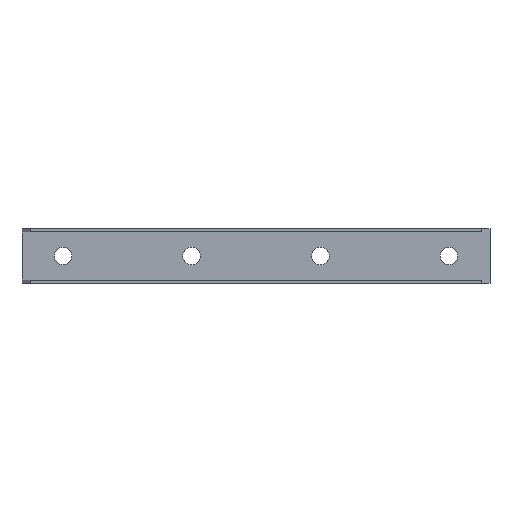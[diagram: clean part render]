
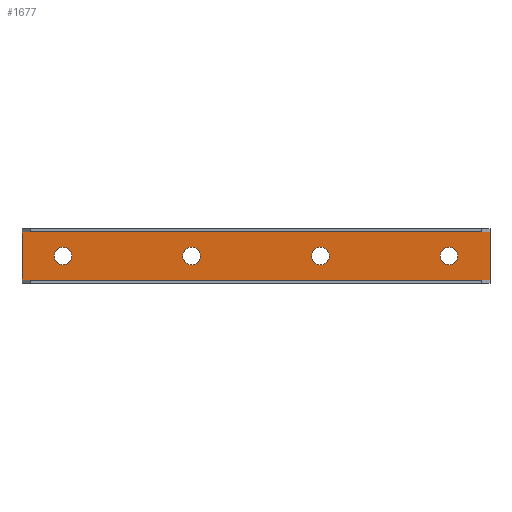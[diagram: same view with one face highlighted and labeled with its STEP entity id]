
A CAD part, left-side view. The second image highlights one B-rep face of the part: STEP entity #1677.
In plain terms, the highlighted planar face has unit normal (-1, 0, 0).
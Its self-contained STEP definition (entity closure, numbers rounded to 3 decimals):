
#60 = VERTEX_POINT ( 'NONE', #2672 ) ;
#88 = CARTESIAN_POINT ( 'NONE',  ( 13.5, -120., 5.5 ) ) ;
#89 = VECTOR ( 'NONE', #1008, 1000. ) ;
#128 = CARTESIAN_POINT ( 'NONE',  ( 13.5, 145.5, 0. ) ) ;
#133 = VECTOR ( 'NONE', #1964, 1000. ) ;
#136 = LINE ( 'NONE', #565, #89 ) ;
#154 = DIRECTION ( 'NONE',  ( 0., 0., 1. ) ) ;
#172 = CARTESIAN_POINT ( 'NONE',  ( 13.5, -120., 0. ) ) ;
#204 = CARTESIAN_POINT ( 'NONE',  ( 13.5, -145.5, 14. ) ) ;
#236 = VERTEX_POINT ( 'NONE', #905 ) ;
#283 = LINE ( 'NONE', #2332, #899 ) ;
#290 = ORIENTED_EDGE ( 'NONE', *, *, #1051, .F. ) ;
#292 = ORIENTED_EDGE ( 'NONE', *, *, #2487, .F. ) ;
#306 = AXIS2_PLACEMENT_3D ( 'NONE', #2596, #2849, #154 ) ;
#324 = CARTESIAN_POINT ( 'NONE',  ( 13.5, 145.5, -14. ) ) ;
#332 = CARTESIAN_POINT ( 'NONE',  ( 13.5, 120., 0. ) ) ;
#341 = LINE ( 'NONE', #128, #2686 ) ;
#367 = CARTESIAN_POINT ( 'NONE',  ( 13.5, -145.5, 15. ) ) ;
#370 = DIRECTION ( 'NONE',  ( -1., 0., 0. ) ) ;
#372 = EDGE_LOOP ( 'NONE', ( #1462, #2771, #2288, #290, #2784, #2047, #2699, #2907 ) ) ;
#391 = CARTESIAN_POINT ( 'NONE',  ( 13.5, -120., 0. ) ) ;
#406 = FACE_BOUND ( 'NONE', #754, .T. ) ;
#425 = EDGE_CURVE ( 'NONE', #671, #677, #2558, .T. ) ;
#449 = CARTESIAN_POINT ( 'NONE',  ( 13.5, -40., 0. ) ) ;
#478 = CARTESIAN_POINT ( 'NONE',  ( 13.5, -145.5, -15. ) ) ;
#537 = EDGE_LOOP ( 'NONE', ( #2022, #2467 ) ) ;
#541 = CIRCLE ( 'NONE', #306, 5.5 ) ;
#545 = DIRECTION ( 'NONE',  ( 0., 0., 1. ) ) ;
#562 = DIRECTION ( 'NONE',  ( -1., 0., 0. ) ) ;
#565 = CARTESIAN_POINT ( 'NONE',  ( 13.5, -145.5, -15. ) ) ;
#590 = LINE ( 'NONE', #2620, #2231 ) ;
#605 = DIRECTION ( 'NONE',  ( 0., 0., 1. ) ) ;
#607 = CARTESIAN_POINT ( 'NONE',  ( 13.5, -40., -5.5 ) ) ;
#646 = CARTESIAN_POINT ( 'NONE',  ( 13.5, -145.5, 0. ) ) ;
#653 = DIRECTION ( 'NONE',  ( -1., 0., 0. ) ) ;
#671 = VERTEX_POINT ( 'NONE', #1906 ) ;
#677 = VERTEX_POINT ( 'NONE', #88 ) ;
#754 = EDGE_LOOP ( 'NONE', ( #896, #2389 ) ) ;
#769 = VERTEX_POINT ( 'NONE', #1310 ) ;
#791 = EDGE_CURVE ( 'NONE', #677, #671, #2183, .T. ) ;
#861 = EDGE_CURVE ( 'NONE', #1251, #910, #590, .T. ) ;
#865 = CIRCLE ( 'NONE', #2605, 5.5 ) ;
#871 = AXIS2_PLACEMENT_3D ( 'NONE', #391, #2895, #605 ) ;
#877 = LINE ( 'NONE', #204, #133 ) ;
#889 = EDGE_LOOP ( 'NONE', ( #945, #2775 ) ) ;
#896 = ORIENTED_EDGE ( 'NONE', *, *, #2398, .F. ) ;
#898 = DIRECTION ( 'NONE',  ( 0., 0., 1. ) ) ;
#899 = VECTOR ( 'NONE', #1409, 1000. ) ;
#905 = CARTESIAN_POINT ( 'NONE',  ( 13.5, -40., 5.5 ) ) ;
#909 = EDGE_CURVE ( 'NONE', #2017, #1931, #1027, .T. ) ;
#910 = VERTEX_POINT ( 'NONE', #1443 ) ;
#914 = CIRCLE ( 'NONE', #2551, 5.5 ) ;
#917 = VECTOR ( 'NONE', #1391, 1000. ) ;
#922 = CARTESIAN_POINT ( 'NONE',  ( 13.5, -145.5, 14. ) ) ;
#945 = ORIENTED_EDGE ( 'NONE', *, *, #425, .F. ) ;
#1008 = DIRECTION ( 'NONE',  ( 0., 0., -1. ) ) ;
#1011 = EDGE_CURVE ( 'NONE', #1865, #1879, #136, .T. ) ;
#1027 = LINE ( 'NONE', #2336, #2713 ) ;
#1048 = EDGE_CURVE ( 'NONE', #1834, #1765, #2519, .T. ) ;
#1051 = EDGE_CURVE ( 'NONE', #1879, #2266, #1793, .T. ) ;
#1054 = DIRECTION ( 'NONE',  ( -1., 0., 0. ) ) ;
#1080 = DIRECTION ( 'NONE',  ( 0., 0., 1. ) ) ;
#1086 = FACE_BOUND ( 'NONE', #889, .T. ) ;
#1119 = DIRECTION ( 'NONE',  ( 0., 0., -1. ) ) ;
#1193 = CIRCLE ( 'NONE', #1567, 5.5 ) ;
#1201 = VECTOR ( 'NONE', #1119, 1000. ) ;
#1251 = VERTEX_POINT ( 'NONE', #324 ) ;
#1269 = DIRECTION ( 'NONE',  ( 0., 0., 1. ) ) ;
#1275 = EDGE_LOOP ( 'NONE', ( #2692, #292 ) ) ;
#1303 = PLANE ( 'NONE',  #1749 ) ;
#1310 = CARTESIAN_POINT ( 'NONE',  ( 13.5, 120., 5.5 ) ) ;
#1323 = CARTESIAN_POINT ( 'NONE',  ( 13.5, 145.5, -15. ) ) ;
#1328 = DIRECTION ( 'NONE',  ( 0., 0., 1. ) ) ;
#1348 = DIRECTION ( 'NONE',  ( 0., 0., 1. ) ) ;
#1349 = EDGE_CURVE ( 'NONE', #1251, #2152, #1373, .T. ) ;
#1369 = CARTESIAN_POINT ( 'NONE',  ( 13.5, -145.5, -14. ) ) ;
#1373 = LINE ( 'NONE', #2747, #917 ) ;
#1387 = CARTESIAN_POINT ( 'NONE',  ( 13.5, 40., -5.5 ) ) ;
#1391 = DIRECTION ( 'NONE',  ( 0., 0., -1. ) ) ;
#1401 = CARTESIAN_POINT ( 'NONE',  ( 13.5, 40., 5.5 ) ) ;
#1409 = DIRECTION ( 'NONE',  ( 0., 1., 0. ) ) ;
#1443 = CARTESIAN_POINT ( 'NONE',  ( 13.5, 145.5, 14. ) ) ;
#1453 = DIRECTION ( 'NONE',  ( 0., 0., 1. ) ) ;
#1462 = ORIENTED_EDGE ( 'NONE', *, *, #861, .F. ) ;
#1486 = DIRECTION ( 'NONE',  ( 0., 0., 1. ) ) ;
#1567 = AXIS2_PLACEMENT_3D ( 'NONE', #1786, #2480, #1348 ) ;
#1585 = EDGE_CURVE ( 'NONE', #1765, #1834, #541, .T. ) ;
#1604 = EDGE_CURVE ( 'NONE', #1865, #2017, #877, .T. ) ;
#1624 = DIRECTION ( 'NONE',  ( 0., 1., 0. ) ) ;
#1677 = ADVANCED_FACE ( 'NONE', ( #2901, #2638, #1086, #406, #2671 ), #1303, .T. ) ;
#1723 = VERTEX_POINT ( 'NONE', #607 ) ;
#1729 = DIRECTION ( 'NONE',  ( 0., 0., 1. ) ) ;
#1749 = AXIS2_PLACEMENT_3D ( 'NONE', #2396, #653, #1328 ) ;
#1765 = VERTEX_POINT ( 'NONE', #1401 ) ;
#1786 = CARTESIAN_POINT ( 'NONE',  ( 13.5, -40., 0. ) ) ;
#1793 = LINE ( 'NONE', #646, #1201 ) ;
#1805 = EDGE_CURVE ( 'NONE', #1723, #236, #1193, .T. ) ;
#1834 = VERTEX_POINT ( 'NONE', #1387 ) ;
#1865 = VERTEX_POINT ( 'NONE', #922 ) ;
#1879 = VERTEX_POINT ( 'NONE', #1369 ) ;
#1894 = AXIS2_PLACEMENT_3D ( 'NONE', #172, #2423, #1080 ) ;
#1906 = CARTESIAN_POINT ( 'NONE',  ( 13.5, -120., -5.5 ) ) ;
#1921 = CARTESIAN_POINT ( 'NONE',  ( 13.5, 40., 0. ) ) ;
#1931 = VERTEX_POINT ( 'NONE', #2084 ) ;
#1964 = DIRECTION ( 'NONE',  ( 0., 0., 1. ) ) ;
#2017 = VERTEX_POINT ( 'NONE', #367 ) ;
#2022 = ORIENTED_EDGE ( 'NONE', *, *, #1048, .F. ) ;
#2047 = ORIENTED_EDGE ( 'NONE', *, *, #1604, .T. ) ;
#2084 = CARTESIAN_POINT ( 'NONE',  ( 13.5, 145.5, 15. ) ) ;
#2152 = VERTEX_POINT ( 'NONE', #1323 ) ;
#2160 = AXIS2_PLACEMENT_3D ( 'NONE', #2574, #562, #1453 ) ;
#2183 = CIRCLE ( 'NONE', #1894, 5.5 ) ;
#2231 = VECTOR ( 'NONE', #1486, 1000. ) ;
#2266 = VERTEX_POINT ( 'NONE', #478 ) ;
#2288 = ORIENTED_EDGE ( 'NONE', *, *, #2756, .F. ) ;
#2332 = CARTESIAN_POINT ( 'NONE',  ( 13.5, 0., -15. ) ) ;
#2336 = CARTESIAN_POINT ( 'NONE',  ( 13.5, 0., 15. ) ) ;
#2346 = CIRCLE ( 'NONE', #2160, 5.5 ) ;
#2389 = ORIENTED_EDGE ( 'NONE', *, *, #2730, .F. ) ;
#2396 = CARTESIAN_POINT ( 'NONE',  ( 13.5, 0., 0. ) ) ;
#2398 = EDGE_CURVE ( 'NONE', #60, #769, #865, .T. ) ;
#2423 = DIRECTION ( 'NONE',  ( -1., 0., 0. ) ) ;
#2467 = ORIENTED_EDGE ( 'NONE', *, *, #1585, .F. ) ;
#2475 = AXIS2_PLACEMENT_3D ( 'NONE', #1921, #1054, #898 ) ;
#2480 = DIRECTION ( 'NONE',  ( -1., 0., 0. ) ) ;
#2487 = EDGE_CURVE ( 'NONE', #236, #1723, #914, .T. ) ;
#2519 = CIRCLE ( 'NONE', #2475, 5.5 ) ;
#2551 = AXIS2_PLACEMENT_3D ( 'NONE', #449, #2875, #1729 ) ;
#2558 = CIRCLE ( 'NONE', #871, 5.5 ) ;
#2574 = CARTESIAN_POINT ( 'NONE',  ( 13.5, 120., 0. ) ) ;
#2596 = CARTESIAN_POINT ( 'NONE',  ( 13.5, 40., 0. ) ) ;
#2605 = AXIS2_PLACEMENT_3D ( 'NONE', #332, #370, #1269 ) ;
#2620 = CARTESIAN_POINT ( 'NONE',  ( 13.5, 145.5, 13. ) ) ;
#2638 = FACE_BOUND ( 'NONE', #1275, .T. ) ;
#2671 = FACE_OUTER_BOUND ( 'NONE', #372, .T. ) ;
#2672 = CARTESIAN_POINT ( 'NONE',  ( 13.5, 120., -5.5 ) ) ;
#2686 = VECTOR ( 'NONE', #545, 1000. ) ;
#2692 = ORIENTED_EDGE ( 'NONE', *, *, #1805, .F. ) ;
#2693 = EDGE_CURVE ( 'NONE', #910, #1931, #341, .T. ) ;
#2699 = ORIENTED_EDGE ( 'NONE', *, *, #909, .T. ) ;
#2713 = VECTOR ( 'NONE', #1624, 1000. ) ;
#2730 = EDGE_CURVE ( 'NONE', #769, #60, #2346, .T. ) ;
#2747 = CARTESIAN_POINT ( 'NONE',  ( 13.5, 145.5, -14. ) ) ;
#2756 = EDGE_CURVE ( 'NONE', #2266, #2152, #283, .T. ) ;
#2771 = ORIENTED_EDGE ( 'NONE', *, *, #1349, .T. ) ;
#2775 = ORIENTED_EDGE ( 'NONE', *, *, #791, .F. ) ;
#2784 = ORIENTED_EDGE ( 'NONE', *, *, #1011, .F. ) ;
#2849 = DIRECTION ( 'NONE',  ( -1., 0., 0. ) ) ;
#2875 = DIRECTION ( 'NONE',  ( -1., 0., 0. ) ) ;
#2895 = DIRECTION ( 'NONE',  ( -1., 0., 0. ) ) ;
#2901 = FACE_BOUND ( 'NONE', #537, .T. ) ;
#2907 = ORIENTED_EDGE ( 'NONE', *, *, #2693, .F. ) ;
